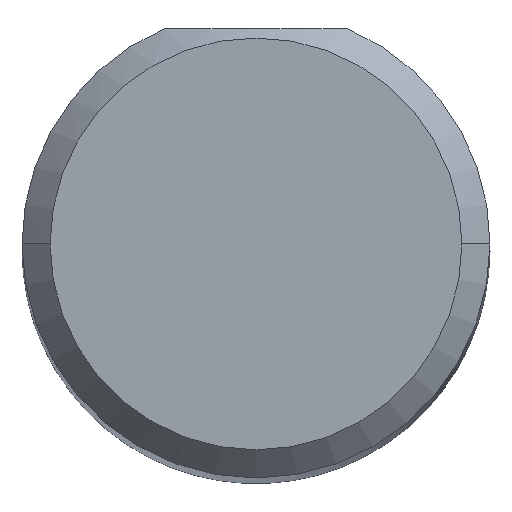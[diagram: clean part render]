
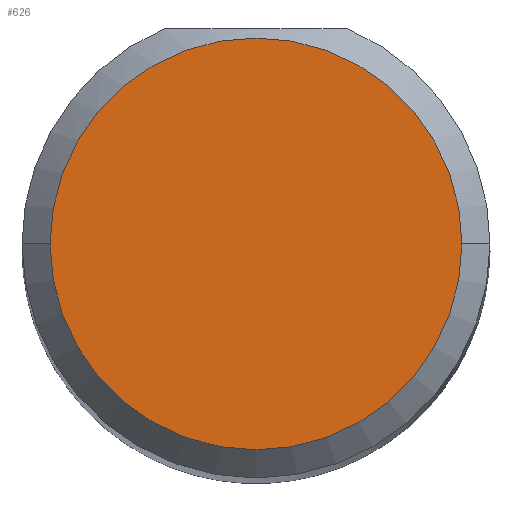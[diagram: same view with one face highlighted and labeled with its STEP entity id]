
A CAD part, top view. The second image highlights one B-rep face of the part: STEP entity #626.
In plain terms, the highlighted planar face has unit normal (0, 0, 1).
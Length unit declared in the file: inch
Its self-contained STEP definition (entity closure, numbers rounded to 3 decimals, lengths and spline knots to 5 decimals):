
#32 = CARTESIAN_POINT ( 'NONE',  ( 0., 0., 2.5 ) ) ;
#85 = FACE_OUTER_BOUND ( 'NONE', #139, .T. ) ;
#139 = EDGE_LOOP ( 'NONE', ( #693, #351 ) ) ;
#142 = CARTESIAN_POINT ( 'NONE',  ( 0., 0., 2.5 ) ) ;
#160 = CIRCLE ( 'NONE', #451, 0.11 ) ;
#252 = AXIS2_PLACEMENT_3D ( 'NONE', #32, #769, #764 ) ;
#267 = DIRECTION ( 'NONE',  ( 1., 0., 0. ) ) ;
#338 = CIRCLE ( 'NONE', #252, 0.11 ) ;
#351 = ORIENTED_EDGE ( 'NONE', *, *, #423, .T. ) ;
#417 = CARTESIAN_POINT ( 'NONE',  ( 0.11, 0., 2.5 ) ) ;
#423 = EDGE_CURVE ( 'NONE', #696, #502, #160, .T. ) ;
#437 = DIRECTION ( 'NONE',  ( 0., 0., 1. ) ) ;
#448 = DIRECTION ( 'NONE',  ( 1., 0., 0. ) ) ;
#451 = AXIS2_PLACEMENT_3D ( 'NONE', #636, #573, #448 ) ;
#502 = VERTEX_POINT ( 'NONE', #545 ) ;
#534 = AXIS2_PLACEMENT_3D ( 'NONE', #142, #437, #267 ) ;
#545 = CARTESIAN_POINT ( 'NONE',  ( -0.11, 0., 2.5 ) ) ;
#573 = DIRECTION ( 'NONE',  ( 0., 0., 1. ) ) ;
#626 = ADVANCED_FACE ( 'NONE', ( #85 ), #668, .T. ) ;
#636 = CARTESIAN_POINT ( 'NONE',  ( 0., 0., 2.5 ) ) ;
#668 = PLANE ( 'NONE',  #534 ) ;
#693 = ORIENTED_EDGE ( 'NONE', *, *, #712, .T. ) ;
#696 = VERTEX_POINT ( 'NONE', #417 ) ;
#712 = EDGE_CURVE ( 'NONE', #502, #696, #338, .T. ) ;
#764 = DIRECTION ( 'NONE',  ( 1., 0., 0. ) ) ;
#769 = DIRECTION ( 'NONE',  ( 0., 0., 1. ) ) ;
